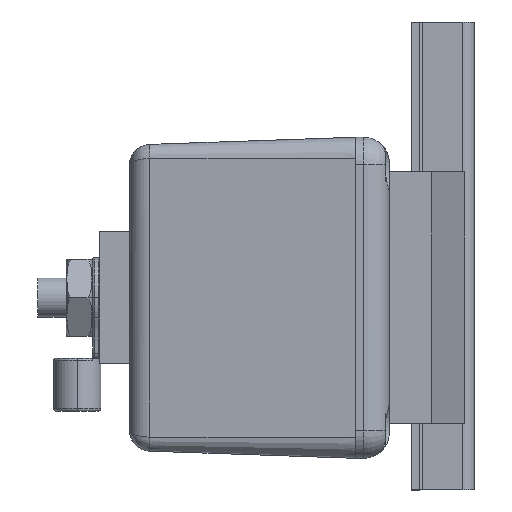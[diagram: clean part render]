
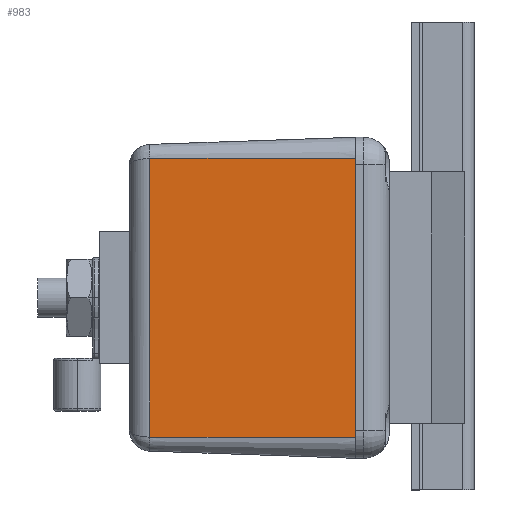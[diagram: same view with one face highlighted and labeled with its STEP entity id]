
A CAD part, left-side view. The second image highlights one B-rep face of the part: STEP entity #983.
In plain terms, the highlighted planar face has unit normal (-0.999, 0.035, 0).
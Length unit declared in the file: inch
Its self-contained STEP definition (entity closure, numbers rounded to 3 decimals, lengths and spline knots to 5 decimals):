
#937 = VERTEX_POINT ( 'NONE', #4514 ) ;
#941 = EDGE_LOOP ( 'NONE', ( #972, #997, #946, #981 ) ) ;
#946 = ORIENTED_EDGE ( 'NONE', *, *, #989, .T. ) ;
#947 = VERTEX_POINT ( 'NONE', #4573 ) ;
#956 = VERTEX_POINT ( 'NONE', #4508 ) ;
#972 = ORIENTED_EDGE ( 'NONE', *, *, #984, .F. ) ;
#981 = ORIENTED_EDGE ( 'NONE', *, *, #987, .T. ) ;
#983 = ADVANCED_FACE ( 'NONE', ( #4736 ), #4718, .T. ) ;
#984 = EDGE_CURVE ( 'NONE', #937, #986, #4619, .T. ) ;
#986 = VERTEX_POINT ( 'NONE', #4709 ) ;
#987 = EDGE_CURVE ( 'NONE', #956, #986, #4697, .T. ) ;
#989 = EDGE_CURVE ( 'NONE', #947, #956, #4726, .T. ) ;
#997 = ORIENTED_EDGE ( 'NONE', *, *, #1005, .T. ) ;
#1005 = EDGE_CURVE ( 'NONE', #937, #947, #4788, .T. ) ;
#4508 = CARTESIAN_POINT ( 'NONE',  ( -1.815, 0., -0.655 ) ) ;
#4514 = CARTESIAN_POINT ( 'NONE',  ( -1.78128, 0.96549, 0.655 ) ) ;
#4573 = CARTESIAN_POINT ( 'NONE',  ( -1.78128, 0.96549, -0.655 ) ) ;
#4619 = LINE ( 'NONE', #4708, #4707 ) ;
#4682 = DIRECTION ( 'NONE',  ( -0.035, -0.999, 0. ) ) ;
#4683 = VECTOR ( 'NONE', #4682, 39.37008 ) ;
#4685 = CARTESIAN_POINT ( 'NONE',  ( -1.815, 0., -0.655 ) ) ;
#4691 = DIRECTION ( 'NONE',  ( 0., 0., 1. ) ) ;
#4693 = VECTOR ( 'NONE', #4691, 39.37008 ) ;
#4696 = CARTESIAN_POINT ( 'NONE',  ( -1.815, 0., -0.655 ) ) ;
#4697 = LINE ( 'NONE', #4696, #4693 ) ;
#4706 = DIRECTION ( 'NONE',  ( -0.035, -0.999, 0. ) ) ;
#4707 = VECTOR ( 'NONE', #4706, 39.37008 ) ;
#4708 = CARTESIAN_POINT ( 'NONE',  ( -1.815, 0., 0.655 ) ) ;
#4709 = CARTESIAN_POINT ( 'NONE',  ( -1.815, 0., 0.655 ) ) ;
#4714 = DIRECTION ( 'NONE',  ( -0.035, -0.999, 0. ) ) ;
#4715 = DIRECTION ( 'NONE',  ( -0.999, 0.035, 0. ) ) ;
#4716 = CARTESIAN_POINT ( 'NONE',  ( -1.815, 0., -0.655 ) ) ;
#4717 = AXIS2_PLACEMENT_3D ( 'NONE', #4716, #4715, #4714 ) ;
#4718 = PLANE ( 'NONE',  #4717 ) ;
#4726 = LINE ( 'NONE', #4685, #4683 ) ;
#4736 = FACE_OUTER_BOUND ( 'NONE', #941, .T. ) ;
#4783 = DIRECTION ( 'NONE',  ( 0., 0., -1. ) ) ;
#4785 = VECTOR ( 'NONE', #4783, 39.37008 ) ;
#4786 = CARTESIAN_POINT ( 'NONE',  ( -1.78128, 0.96549, -0.655 ) ) ;
#4788 = LINE ( 'NONE', #4786, #4785 ) ;
